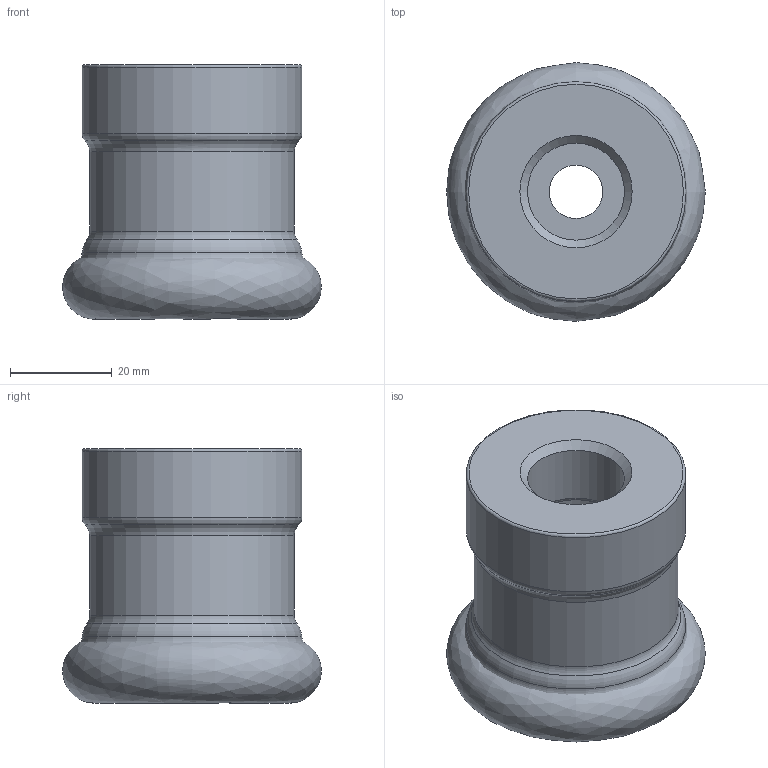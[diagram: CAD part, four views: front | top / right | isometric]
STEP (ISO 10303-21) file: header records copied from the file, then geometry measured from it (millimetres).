
FILE_DESCRIPTION(/* description */ (''),/* implementation_level */ '2;1');
FILE_NAME(/* name */ '1542106489556.stp',/* time_stamp */ '2018-11-13T16:25:12+06:00',/* author */ (''),/* organization */ ('SMS'),/* preprocessor_version */ 'ST-DEVELOPER v15',/* originating_system */ 'SIEMENS PLM Software NX 8.5',/* authorisation */ '');
FILE_SCHEMA (('AUTOMOTIVE_DESIGN { 1 0 10303 214 3 1 1 1 }'));
Length unit declared in the file: millimetre
Products named in the file (4): 201858358mod000_00; ASSEMBLY_CONSTRUCTION; 201922016mod000_00; 201922015mod000_00
Assembly tree (3 placements, depth 2):
  201922015mod000_00
    201922016mod000_00
    ASSEMBLY_CONSTRUCTION
    201858358mod000_00
Bounding box: 50.79 x 50.8 x 50 mm (x, y, z)
Volume: 74118.5 mm3; surface area: 16536.1 mm2
Topology: 2 solids, 2 shells, 29 faces, 55 edges, 43 vertices
Faces by surface type: torus 13, cylinder 6, plane 5, cone 4, bspline 1
Full cylindrical faces by diameter (mm): 10.5 x1, 14.2 x1, 19.061 x1, 19.5 x1, 40.18 x1, 43.18 x1
Entity records: 2377 total; most frequent: CARTESIAN_POINT 1652, DIRECTION 142, AXIS2_PLACEMENT_3D 71, FACE_BOUND 57, EDGE_LOOP 56, ORIENTED_EDGE 56, ADVANCED_FACE 29, VERTEX_POINT 29
